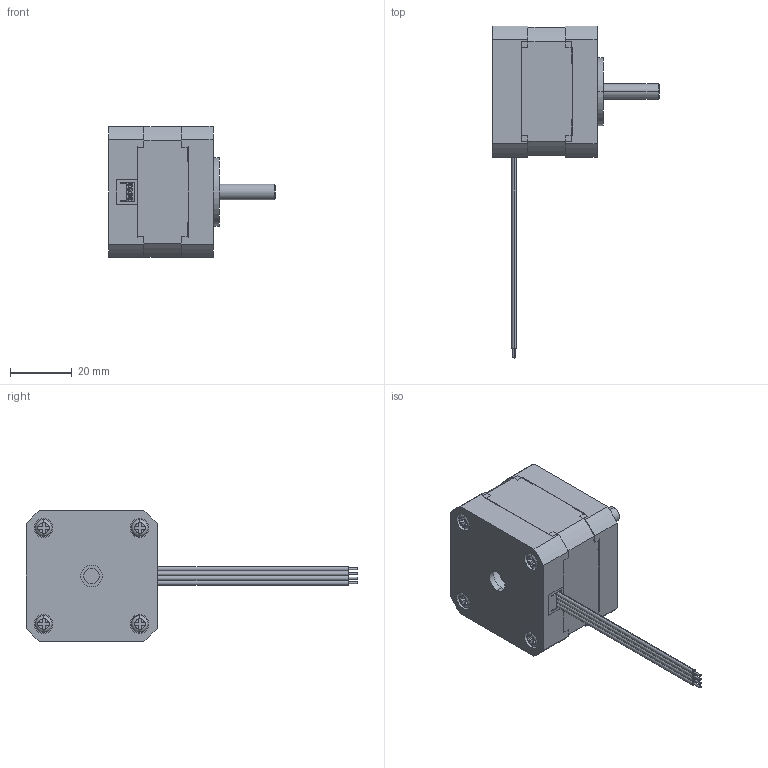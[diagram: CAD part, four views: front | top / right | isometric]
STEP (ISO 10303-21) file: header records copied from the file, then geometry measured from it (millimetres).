
FILE_DESCRIPTION((''),'2;1');
FILE_NAME('DPM42SH33-1004A_004_ASM','2016-07-06T',('huangchao'),(''),'CREO PARAMETRIC BY PTC INC, 2015200','CREO PARAMETRIC BY PTC INC, 2015200','');
FILE_SCHEMA(('CONFIG_CONTROL_DESIGN'));
Length unit declared in the file: millimetre
Products named in the file (11): 1_1_02_EB421-003; ZHUANZI; TIEXIN; 1_1_04_EB422-004; HUXIANTAO; YINCHUXIANHEI; YINCHUXIANLV; YINCHUXIANHONG; YINLCHUXIANLAN; LUODING; DPM42SH33-1004A_004_ASM
Assembly tree (13 placements, depth 2):
  DPM42SH33-1004A_004_ASM
    1_1_02_EB421-003
    ZHUANZI
    TIEXIN
    1_1_04_EB422-004
    HUXIANTAO
    YINCHUXIANHEI
    YINCHUXIANLV
    YINCHUXIANHONG
    YINLCHUXIANLAN
    LUODING  x4
Bounding box: 53.6 x 107.1 x 42.3 mm (x, y, z)
Volume: 35899.3 mm3; surface area: 26342.4 mm2
Topology: 13 solids, 17 shells, 331 faces, 842 edges, 558 vertices
Faces by surface type: plane 191, cylinder 122, torus 16, cone 2
Entity records: 8025 total; most frequent: DIRECTION 1424, CARTESIAN_POINT 1406, ORIENTED_EDGE 1260, EDGE_CURVE 638, AXIS2_PLACEMENT_3D 524, VERTEX_POINT 426, VECTOR 376, LINE 376
